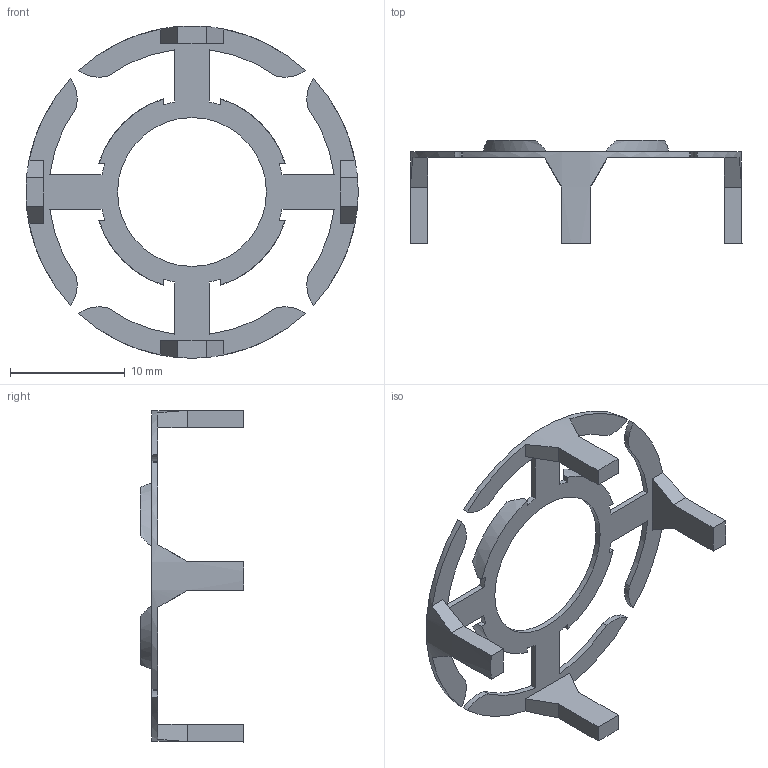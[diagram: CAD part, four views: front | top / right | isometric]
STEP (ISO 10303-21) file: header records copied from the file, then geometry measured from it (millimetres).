
FILE_DESCRIPTION(/* description */ (''),/* implementation_level */ '2;1');
FILE_NAME(/* name */ 'Spodnji del statorja.ipt.step',/* time_stamp */ '2022-11-29T08:43:57+01:00',/* author */ ('diederichbenedict'),/* organization */ (''),/* preprocessor_version */ 'ST-DEVELOPER v18.1',/* originating_system */ 'Autodesk Inventor 2022',/* authorisation */ '');
FILE_SCHEMA (('AUTOMOTIVE_DESIGN { 1 0 10303 214 3 1 1 }'));
Length unit declared in the file: millimetre
Products named in the file (1): Spodnji del statorja
Bounding box: 28.99 x 9 x 28.99 mm (x, y, z)
Volume: 297.7 mm3; surface area: 1039.2 mm2
Topology: 1 solids, 1 shells, 91 faces, 251 edges, 162 vertices
Faces by surface type: plane 54, cylinder 37
Full cylindrical faces by diameter (mm): 13 x1
Entity records: 2977 total; most frequent: DIRECTION 541, CARTESIAN_POINT 505, ORIENTED_EDGE 502, EDGE_CURVE 251, AXIS2_PLACEMENT_3D 198, VERTEX_POINT 162, LINE 145, VECTOR 145
